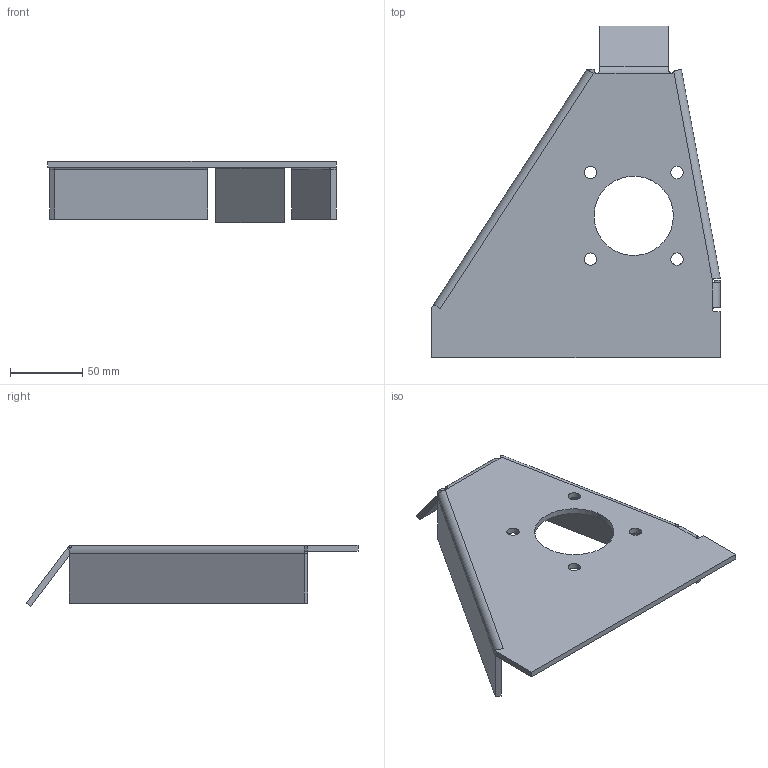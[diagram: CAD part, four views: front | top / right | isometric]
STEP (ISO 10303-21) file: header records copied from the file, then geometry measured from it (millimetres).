
FILE_DESCRIPTION(/* description */ (''),/* implementation_level */ '2;1');
FILE_NAME(/* name */ 'PIASTRA_PORTAMOZZO_POST_18_MIR.stp',/* time_stamp */ '2016-06-02T11:33:25+02:00',/* author */ (''),/* organization */ (''),/* preprocessor_version */ 'ST-DEVELOPER v16.5',/* originating_system */ 'Autodesk Translation Framework v5.0.0.3310',/* authorisation */ '');
FILE_SCHEMA (('AUTOMOTIVE_DESIGN { 1 0 10303 214 3 1 1 }'));
Length unit declared in the file: centimetre
Products named in the file (1): PIASTRA_PORTAMOZZO_POST_18_MIR
Bounding box: 200 x 230.09 x 42.34 mm (x, y, z)
Volume: 164903.6 mm3; surface area: 87758 mm2
Topology: 1 solids, 3 shells, 62 faces, 152 edges, 92 vertices
Faces by surface type: plane 41, cylinder 17, bspline 4
Full cylindrical faces by diameter (mm): 8.5 x4, 55 x1
Entity records: 2057 total; most frequent: CARTESIAN_POINT 586, ORIENTED_EDGE 296, DIRECTION 289, EDGE_CURVE 147, LINE 99, VECTOR 99, AXIS2_PLACEMENT_3D 95, VERTEX_POINT 92
